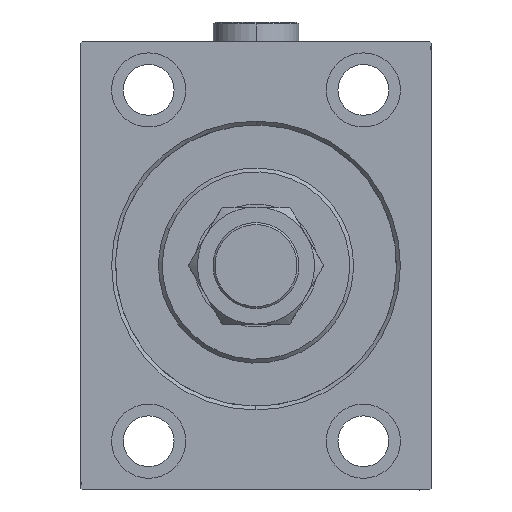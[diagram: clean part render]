
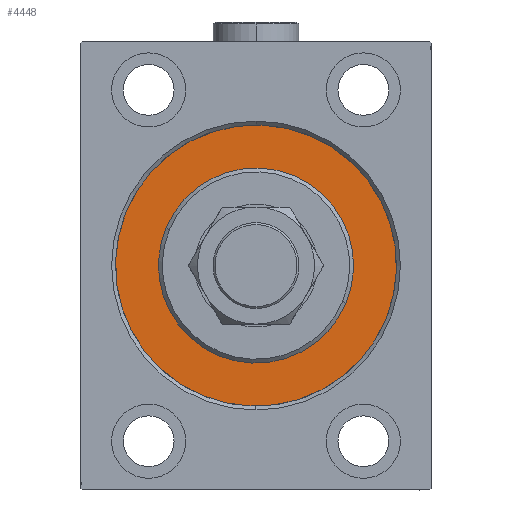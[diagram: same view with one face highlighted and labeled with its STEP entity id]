
A CAD part, left-side view. The second image highlights one B-rep face of the part: STEP entity #4448.
In plain terms, the highlighted face is planar.
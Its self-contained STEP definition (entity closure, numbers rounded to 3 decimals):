
#1107 = CARTESIAN_POINT ( 'NONE',  ( 0., 0., 36. ) ) ;
#2714 = FACE_BOUND ( 'NONE', #31476, .T. ) ;
#3060 = EDGE_CURVE ( 'NONE', #21952, #6632, #15639, .T. ) ;
#3612 = CARTESIAN_POINT ( 'NONE',  ( 0., 0., 0. ) ) ;
#3855 = DIRECTION ( 'NONE',  ( 0., 0., 1. ) ) ;
#4448 = ADVANCED_FACE ( 'NONE', ( #2714, #28055 ), #42474, .F. ) ;
#5738 = CARTESIAN_POINT ( 'NONE',  ( 0., 0., 0. ) ) ;
#6632 = VERTEX_POINT ( 'NONE', #30221 ) ;
#8774 = CIRCLE ( 'NONE', #35949, 25. ) ;
#10050 = CARTESIAN_POINT ( 'NONE',  ( 0., 0., 0. ) ) ;
#11339 = DIRECTION ( 'NONE',  ( -1., 0., 0. ) ) ;
#11829 = CARTESIAN_POINT ( 'NONE',  ( 0., 0., 0. ) ) ;
#12038 = DIRECTION ( 'NONE',  ( 0., 0., 1. ) ) ;
#15600 = CARTESIAN_POINT ( 'NONE',  ( 0., 0., 0. ) ) ;
#15639 = CIRCLE ( 'NONE', #42894, 36. ) ;
#16156 = VERTEX_POINT ( 'NONE', #37826 ) ;
#16640 = DIRECTION ( 'NONE',  ( 0., 0., -1. ) ) ;
#16995 = ORIENTED_EDGE ( 'NONE', *, *, #19151, .F. ) ;
#17400 = DIRECTION ( 'NONE',  ( -1., 0., 0. ) ) ;
#19151 = EDGE_CURVE ( 'NONE', #31434, #16156, #8774, .T. ) ;
#21952 = VERTEX_POINT ( 'NONE', #1107 ) ;
#27099 = AXIS2_PLACEMENT_3D ( 'NONE', #11829, #33148, #29592 ) ;
#28055 = FACE_OUTER_BOUND ( 'NONE', #29710, .T. ) ;
#29592 = DIRECTION ( 'NONE',  ( 0., 0., -1. ) ) ;
#29710 = EDGE_LOOP ( 'NONE', ( #45661, #34285 ) ) ;
#30221 = CARTESIAN_POINT ( 'NONE',  ( 0., 0., -36. ) ) ;
#31434 = VERTEX_POINT ( 'NONE', #36891 ) ;
#31476 = EDGE_LOOP ( 'NONE', ( #33377, #16995 ) ) ;
#31820 = DIRECTION ( 'NONE',  ( 0., 0., 1. ) ) ;
#32302 = AXIS2_PLACEMENT_3D ( 'NONE', #3612, #32487, #3855 ) ;
#32487 = DIRECTION ( 'NONE',  ( -1., 0., 0. ) ) ;
#33148 = DIRECTION ( 'NONE',  ( 1., 0., 0. ) ) ;
#33377 = ORIENTED_EDGE ( 'NONE', *, *, #45926, .F. ) ;
#34285 = ORIENTED_EDGE ( 'NONE', *, *, #3060, .F. ) ;
#35302 = CIRCLE ( 'NONE', #32302, 36. ) ;
#35949 = AXIS2_PLACEMENT_3D ( 'NONE', #5738, #45704, #16640 ) ;
#36891 = CARTESIAN_POINT ( 'NONE',  ( 0., 0., -25. ) ) ;
#37826 = CARTESIAN_POINT ( 'NONE',  ( 0., 0., 25. ) ) ;
#42057 = AXIS2_PLACEMENT_3D ( 'NONE', #10050, #17400, #31820 ) ;
#42474 = PLANE ( 'NONE',  #42057 ) ;
#42894 = AXIS2_PLACEMENT_3D ( 'NONE', #15600, #11339, #12038 ) ;
#44112 = EDGE_CURVE ( 'NONE', #6632, #21952, #35302, .T. ) ;
#45222 = CIRCLE ( 'NONE', #27099, 25. ) ;
#45661 = ORIENTED_EDGE ( 'NONE', *, *, #44112, .F. ) ;
#45704 = DIRECTION ( 'NONE',  ( 1., 0., 0. ) ) ;
#45926 = EDGE_CURVE ( 'NONE', #16156, #31434, #45222, .T. ) ;
